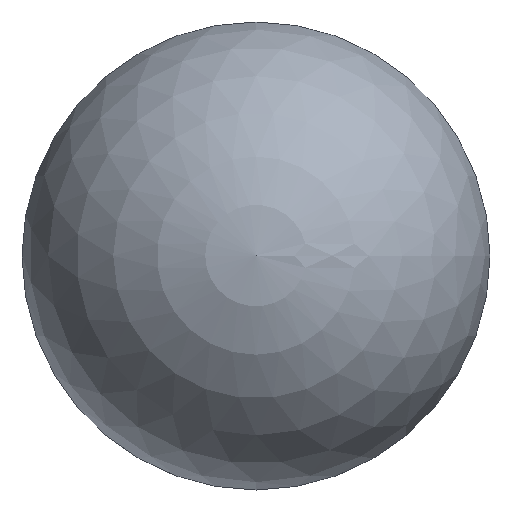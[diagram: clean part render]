
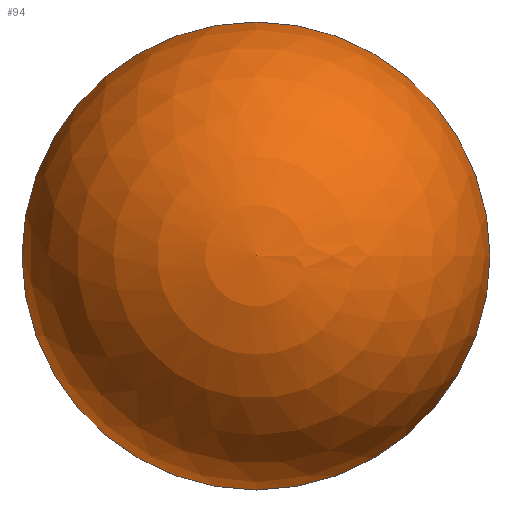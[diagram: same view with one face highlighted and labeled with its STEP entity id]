
A CAD part, top view. The second image highlights one B-rep face of the part: STEP entity #94.
In plain terms, the highlighted spherical face has radius 30 mm.
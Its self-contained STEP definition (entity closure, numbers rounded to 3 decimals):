
#94 = ADVANCED_FACE( '', ( #207 ), #208, .T. );
#207 = FACE_OUTER_BOUND( '', #332, .T. );
#208 = SPHERICAL_SURFACE( '', #333, 30. );
#332 = EDGE_LOOP( '', ( #525 ) );
#333 = AXIS2_PLACEMENT_3D( '', #526, #527, #528 );
#525 = ORIENTED_EDGE( '', *, *, #727, .F. );
#526 = CARTESIAN_POINT( '', ( 0., 0., 29. ) );
#527 = DIRECTION( '', ( 0., 0., 1. ) );
#528 = DIRECTION( '', ( 1., 0., 0. ) );
#727 = EDGE_CURVE( '', #871, #871, #872, .F. );
#871 = VERTEX_POINT( '', #1051 );
#872 = CIRCLE( '', #1052, 29.975 );
#1051 = CARTESIAN_POINT( '', ( 29.975, 0., 30.219 ) );
#1052 = AXIS2_PLACEMENT_3D( '', #1199, #1200, #1201 );
#1199 = CARTESIAN_POINT( '', ( 0., 0., 30.219 ) );
#1200 = DIRECTION( '', ( 0., 0., 1. ) );
#1201 = DIRECTION( '', ( 1., 0., 0. ) );
